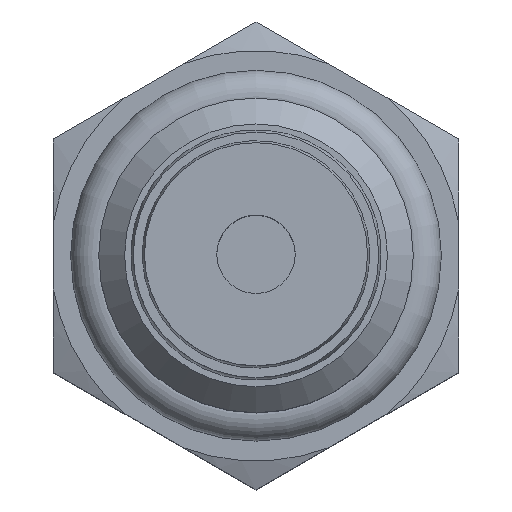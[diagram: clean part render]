
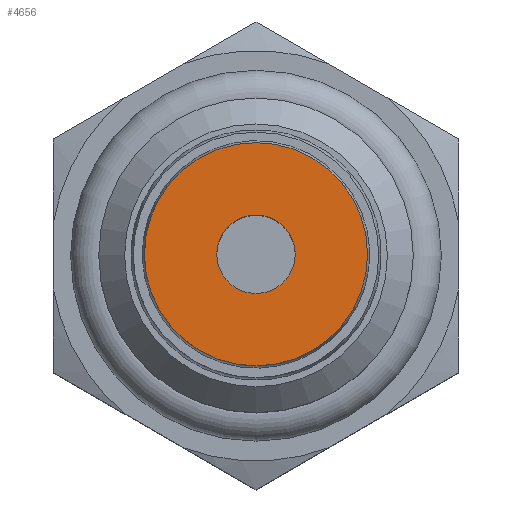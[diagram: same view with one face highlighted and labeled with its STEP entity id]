
A CAD part, top view. The second image highlights one B-rep face of the part: STEP entity #4656.
In plain terms, the highlighted planar face has unit normal (0, 0, 1).
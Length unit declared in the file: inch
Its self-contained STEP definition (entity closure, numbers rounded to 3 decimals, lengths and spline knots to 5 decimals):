
#3541=CARTESIAN_POINT('',(0.0545,0.0,1.24));
#3542=VERTEX_POINT('',#3541);
#3543=CARTESIAN_POINT('',(0.0,0.0,1.24));
#3544=DIRECTION('',(0.0,0.0,-1.0));
#3545=DIRECTION('',(1.0,0.0,0.0));
#3546=AXIS2_PLACEMENT_3D('',#3543,#3544,#3545);
#3547=CIRCLE('',#3546,0.0545);
#3548=EDGE_CURVE('',#3542,#3542,#3547,.T.);
#4262=CARTESIAN_POINT('',(0.155,0.,1.24));
#4263=VERTEX_POINT('',#4262);
#4264=CARTESIAN_POINT('',(0.0,0.0,1.24));
#4265=DIRECTION('',(0.0,0.0,1.0));
#4266=DIRECTION('',(-1.0,0.0,0.0));
#4267=AXIS2_PLACEMENT_3D('',#4264,#4265,#4266);
#4268=CIRCLE('',#4267,0.155);
#4269=EDGE_CURVE('',#4263,#4263,#4268,.T.);
#4645=CARTESIAN_POINT('',(0.0,0.0,1.24));
#4646=DIRECTION('',(0.0,0.0,-1.0));
#4647=DIRECTION('',(-1.0,0.0,0.0));
#4648=AXIS2_PLACEMENT_3D('',#4645,#4646,#4647);
#4649=PLANE('',#4648);
#4650=ORIENTED_EDGE('',*,*,#4269,.T.);
#4651=EDGE_LOOP('',(#4650));
#4652=FACE_OUTER_BOUND('',#4651,.T.);
#4653=ORIENTED_EDGE('',*,*,#3548,.T.);
#4654=EDGE_LOOP('',(#4653));
#4655=FACE_BOUND('',#4654,.T.);
#4656=ADVANCED_FACE('',(#4652,#4655),#4649,.F.);
